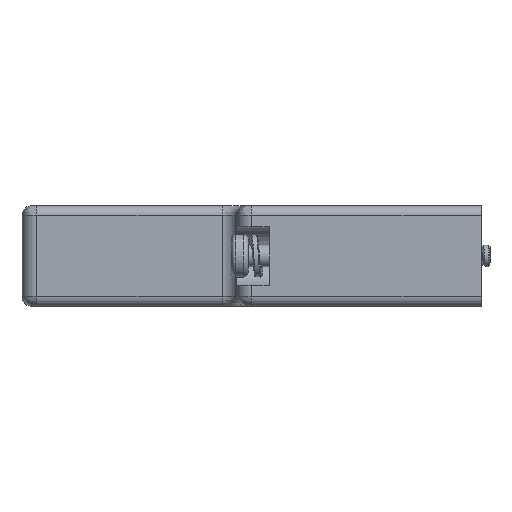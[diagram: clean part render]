
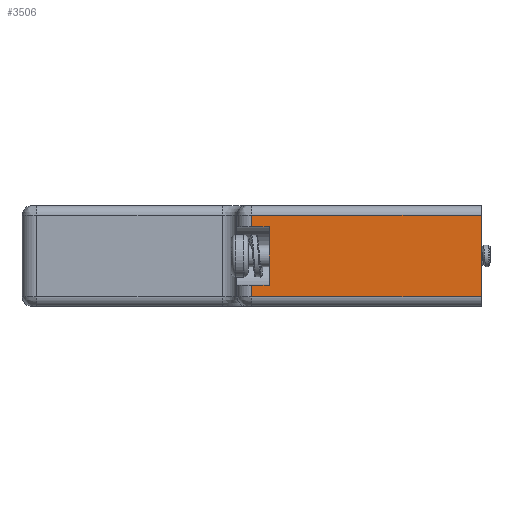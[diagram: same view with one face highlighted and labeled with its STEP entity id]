
A CAD part, left-side view. The second image highlights one B-rep face of the part: STEP entity #3506.
In plain terms, the highlighted planar face has unit normal (-1, 0, 0).
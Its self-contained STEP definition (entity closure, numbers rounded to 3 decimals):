
#3408=CARTESIAN_POINT('',(-25.705,-2.,9.3));
#3409=VERTEX_POINT('',#3408);
#3417=CARTESIAN_POINT('',(-25.705,-2.,1.));
#3418=VERTEX_POINT('',#3417);
#3419=CARTESIAN_POINT('',(-25.705,-2.,9.3));
#3420=DIRECTION('',(0.,0.,-1.));
#3421=VECTOR('',#3420,8.3);
#3422=LINE('',#3419,#3421);
#3423=EDGE_CURVE('',#3409,#3418,#3422,.T.);
#3444=CARTESIAN_POINT('',(-25.705,10.5,5.15));
#3445=DIRECTION('',(0.,-1.,0.));
#3446=DIRECTION('',(-1.,0.,0.));
#3447=AXIS2_PLACEMENT_3D('',#3444,#3446,#3445);
#3448=PLANE('',#3447);
#3449=CARTESIAN_POINT('',(-25.705,21.5,9.3));
#3450=VERTEX_POINT('',#3449);
#3451=CARTESIAN_POINT('',(-25.705,-2.,9.3));
#3452=DIRECTION('',(0.,1.,0.));
#3453=VECTOR('',#3452,23.5);
#3454=LINE('',#3451,#3453);
#3455=EDGE_CURVE('',#3409,#3450,#3454,.T.);
#3456=ORIENTED_EDGE('',*,*,#3455,.T.);
#3457=CARTESIAN_POINT('',(-25.705,21.5,8.15));
#3458=VERTEX_POINT('',#3457);
#3459=CARTESIAN_POINT('',(-25.705,21.5,9.3));
#3460=DIRECTION('',(0.,0.,-1.));
#3461=VECTOR('',#3460,1.15);
#3462=LINE('',#3459,#3461);
#3463=EDGE_CURVE('',#3450,#3458,#3462,.T.);
#3464=ORIENTED_EDGE('',*,*,#3463,.T.);
#3465=CARTESIAN_POINT('',(-25.705,19.7,8.15));
#3466=VERTEX_POINT('',#3465);
#3467=CARTESIAN_POINT('',(-25.705,21.5,8.15));
#3468=DIRECTION('',(0.,-1.,0.));
#3469=VECTOR('',#3468,1.8);
#3470=LINE('',#3467,#3469);
#3471=EDGE_CURVE('',#3458,#3466,#3470,.T.);
#3472=ORIENTED_EDGE('',*,*,#3471,.T.);
#3473=CARTESIAN_POINT('',(-25.705,19.7,2.15));
#3474=VERTEX_POINT('',#3473);
#3475=CARTESIAN_POINT('',(-25.705,19.7,8.15));
#3476=DIRECTION('',(0.,0.,-1.));
#3477=VECTOR('',#3476,6.);
#3478=LINE('',#3475,#3477);
#3479=EDGE_CURVE('',#3466,#3474,#3478,.T.);
#3480=ORIENTED_EDGE('',*,*,#3479,.T.);
#3481=CARTESIAN_POINT('',(-25.705,21.5,2.15));
#3482=VERTEX_POINT('',#3481);
#3483=CARTESIAN_POINT('',(-25.705,19.7,2.15));
#3484=DIRECTION('',(0.,1.,0.));
#3485=VECTOR('',#3484,1.8);
#3486=LINE('',#3483,#3485);
#3487=EDGE_CURVE('',#3474,#3482,#3486,.T.);
#3488=ORIENTED_EDGE('',*,*,#3487,.T.);
#3489=CARTESIAN_POINT('',(-25.705,21.5,1.));
#3490=VERTEX_POINT('',#3489);
#3491=CARTESIAN_POINT('',(-25.705,21.5,2.15));
#3492=DIRECTION('',(0.,0.,-1.));
#3493=VECTOR('',#3492,1.15);
#3494=LINE('',#3491,#3493);
#3495=EDGE_CURVE('',#3482,#3490,#3494,.T.);
#3496=ORIENTED_EDGE('',*,*,#3495,.T.);
#3497=CARTESIAN_POINT('',(-25.705,21.5,1.));
#3498=DIRECTION('',(0.,-1.,0.));
#3499=VECTOR('',#3498,23.5);
#3500=LINE('',#3497,#3499);
#3501=EDGE_CURVE('',#3490,#3418,#3500,.T.);
#3502=ORIENTED_EDGE('',*,*,#3501,.T.);
#3503=ORIENTED_EDGE('',*,*,#3423,.F.);
#3504=EDGE_LOOP('',(#3456,#3464,#3472,#3480,#3488,#3496,#3502,#3503));
#3505=FACE_OUTER_BOUND('',#3504,.T.);
#3506=ADVANCED_FACE('',(#3505),#3448,.T.);
